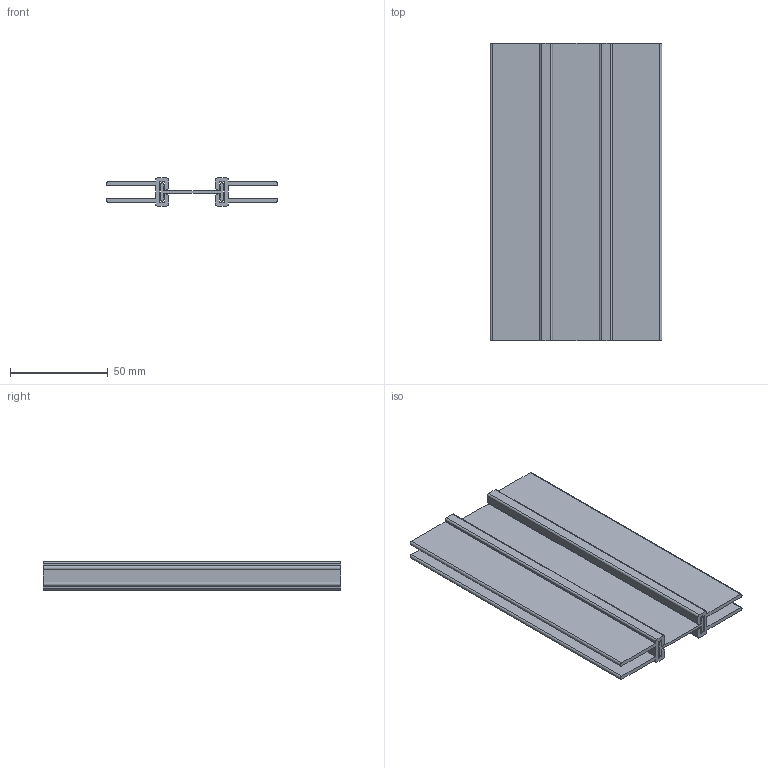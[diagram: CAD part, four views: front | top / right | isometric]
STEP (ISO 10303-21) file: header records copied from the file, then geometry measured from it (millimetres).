
FILE_DESCRIPTION(('', 'CAx-IF Rec.Pracs.---Representation and Presentation of Product Manufacturing Information (PMI)---4.0---2014-10-13'),'2;1');
FILE_NAME('SG1060.STP', '2023-09-05T15:15:06',(''), (''), 'Kubotek Kosmos Version 5.1.13296.13296', 'KeyCreator Pro', '');
FILE_SCHEMA(('AP242_MANAGED_MODEL_BASED_3D_ENGINEERING_MIM_LF { 1 0 10303 442 4 1 4 }'));
Length unit declared in the file: inch
Bounding box: 88.01 x 152.4 x 14.43 mm (x, y, z)
Volume: 61295.1 mm3; surface area: 65448 mm2
Topology: 3 solids, 3 shells, 82 faces, 228 edges, 152 vertices
Faces by surface type: plane 54, cylinder 28
Entity records: 3042 total; most frequent: CARTESIAN_POINT 472, ORIENTED_EDGE 456, DIRECTION 450, GENERAL_PROPERTY 313, EDGE_CURVE 228, VECTOR 172, LINE 172, VERTEX_POINT 152
